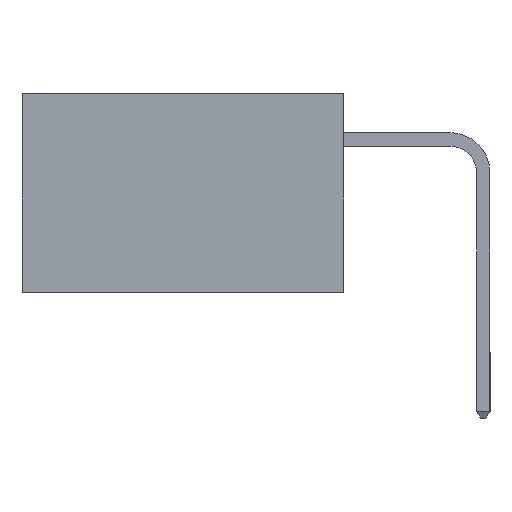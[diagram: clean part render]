
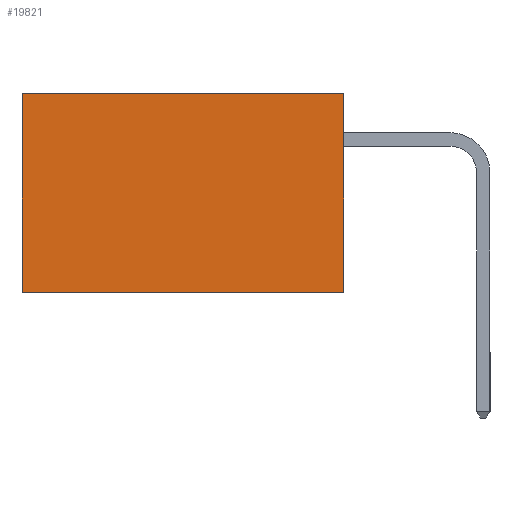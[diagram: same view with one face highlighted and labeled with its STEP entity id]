
A CAD part, left-side view. The second image highlights one B-rep face of the part: STEP entity #19821.
In plain terms, the highlighted planar face has unit normal (-1, 0, 0).
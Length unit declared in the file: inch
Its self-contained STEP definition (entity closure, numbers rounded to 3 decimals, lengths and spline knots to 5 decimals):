
#1917 = DIRECTION ( 'NONE',  ( 1., 0., 0. ) ) ;
#2891 = ORIENTED_EDGE ( 'NONE', *, *, #26819, .T. ) ;
#2977 = VECTOR ( 'NONE', #25010, 39.37008 ) ;
#3516 = VERTEX_POINT ( 'NONE', #5744 ) ;
#5744 = CARTESIAN_POINT ( 'NONE',  ( 0.298, 0., -0.37 ) ) ;
#6073 = AXIS2_PLACEMENT_3D ( 'NONE', #26628, #1917, #19977 ) ;
#6195 = FACE_OUTER_BOUND ( 'NONE', #7200, .T. ) ;
#7200 = EDGE_LOOP ( 'NONE', ( #2891, #16415, #18614, #24264 ) ) ;
#7723 = DIRECTION ( 'NONE',  ( 0., 1., 0. ) ) ;
#8978 = EDGE_CURVE ( 'NONE', #20630, #3516, #23814, .T. ) ;
#9631 = CARTESIAN_POINT ( 'NONE',  ( 0.298, 0., -0.37 ) ) ;
#11351 = CARTESIAN_POINT ( 'NONE',  ( 0.298, 0.6, 0. ) ) ;
#12892 = LINE ( 'NONE', #11351, #2977 ) ;
#12928 = CARTESIAN_POINT ( 'NONE',  ( 0.298, 0., 0. ) ) ;
#14957 = LINE ( 'NONE', #12928, #20243 ) ;
#14996 = EDGE_CURVE ( 'NONE', #3516, #28943, #28764, .T. ) ;
#16415 = ORIENTED_EDGE ( 'NONE', *, *, #14996, .F. ) ;
#17860 = VECTOR ( 'NONE', #21722, 39.37008 ) ;
#18614 = ORIENTED_EDGE ( 'NONE', *, *, #8978, .F. ) ;
#19628 = DIRECTION ( 'NONE',  ( 0., 1., 0. ) ) ;
#19821 = ADVANCED_FACE ( 'NONE', ( #6195 ), #28997, .F. ) ;
#19977 = DIRECTION ( 'NONE',  ( 0., 0., -1. ) ) ;
#20243 = VECTOR ( 'NONE', #19628, 39.37008 ) ;
#20630 = VERTEX_POINT ( 'NONE', #25424 ) ;
#20902 = EDGE_CURVE ( 'NONE', #20630, #26341, #14957, .T. ) ;
#21722 = DIRECTION ( 'NONE',  ( 0., 0., -1. ) ) ;
#22670 = CARTESIAN_POINT ( 'NONE',  ( 0.298, 0.6, -0.37 ) ) ;
#22707 = CARTESIAN_POINT ( 'NONE',  ( 0.298, 0.6, 0. ) ) ;
#23814 = LINE ( 'NONE', #23865, #17860 ) ;
#23865 = CARTESIAN_POINT ( 'NONE',  ( 0.298, 0., 0. ) ) ;
#24264 = ORIENTED_EDGE ( 'NONE', *, *, #20902, .T. ) ;
#24878 = VECTOR ( 'NONE', #7723, 39.37008 ) ;
#25010 = DIRECTION ( 'NONE',  ( 0., 0., -1. ) ) ;
#25424 = CARTESIAN_POINT ( 'NONE',  ( 0.298, 0., 0. ) ) ;
#26341 = VERTEX_POINT ( 'NONE', #22707 ) ;
#26628 = CARTESIAN_POINT ( 'NONE',  ( 0.298, 0., 0. ) ) ;
#26819 = EDGE_CURVE ( 'NONE', #26341, #28943, #12892, .T. ) ;
#28764 = LINE ( 'NONE', #9631, #24878 ) ;
#28943 = VERTEX_POINT ( 'NONE', #22670 ) ;
#28997 = PLANE ( 'NONE',  #6073 ) ;
